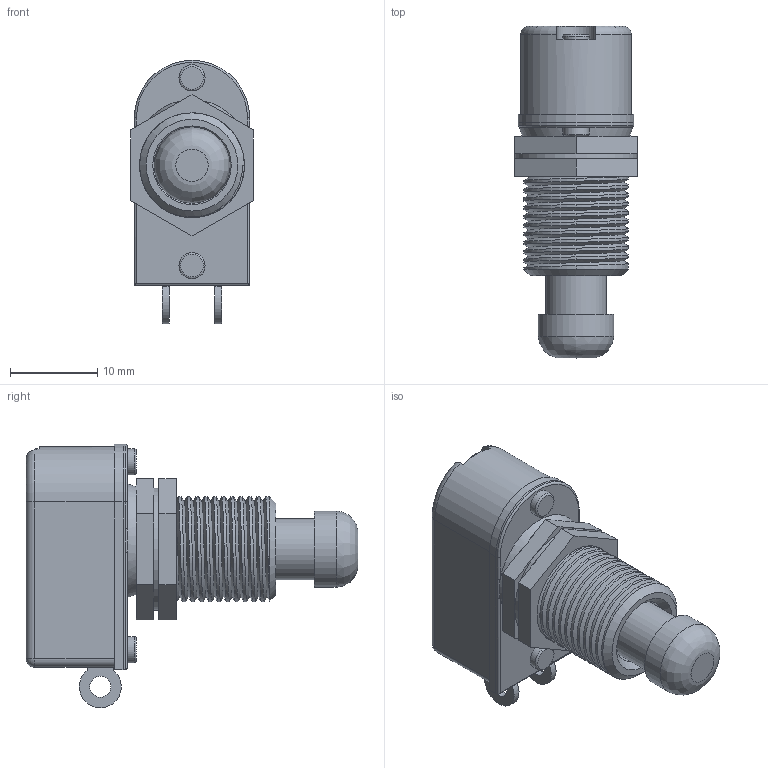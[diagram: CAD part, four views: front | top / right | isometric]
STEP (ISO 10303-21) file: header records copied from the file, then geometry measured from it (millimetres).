
FILE_DESCRIPTION(('FreeCAD Model'),'2;1');
FILE_NAME('R13_85A1_05_HWH.step','2019-08-07T01:32:10',(''),(''), 'Open CASCADE STEP processor 7.3','FreeCAD','Unknown');
FILE_SCHEMA(('AUTOMOTIVE_DESIGN { 1 0 10303 214 1 1 1 1 }'));
Length unit declared in the file: millimetre
Products named in the file (1): R13_85A1_05_HWH
Bounding box: 14 x 38 x 30.16 mm (x, y, z)
Volume: 5965.9 mm3; surface area: 3590 mm2
Topology: 1 solids, 1 shells, 168 faces, 418 edges, 261 vertices
Faces by surface type: plane 67, cylinder 51, bspline 34, torus 9, cone 4, sphere 2, revolution 1
Full cylindrical faces by diameter (mm): 2 x2, 2.4 x2, 3 x4, 7 x1, 7.5 x1, 8.7 x1, 12 x13, 14 x1
Entity records: 11731 total; most frequent: CARTESIAN_POINT 6851, ORIENTED_EDGE 832, DIRECTION 653, EDGE_CURVE 416, VERTEX_POINT 261, AXIS2_PLACEMENT_3D 246, FACE_BOUND 185, EDGE_LOOP 185
